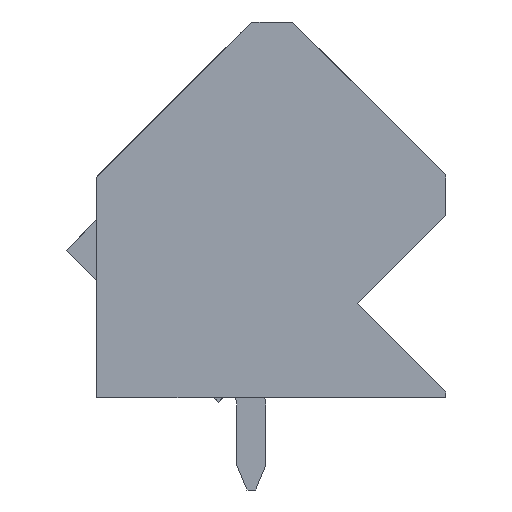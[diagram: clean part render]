
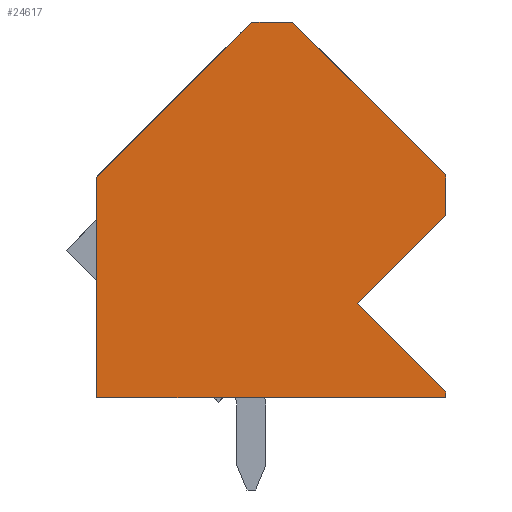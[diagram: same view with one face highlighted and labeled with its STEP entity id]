
A CAD part, left-side view. The second image highlights one B-rep face of the part: STEP entity #24617.
In plain terms, the highlighted planar face has unit normal (-1, 0, 0).
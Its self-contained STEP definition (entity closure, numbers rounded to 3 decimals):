
#24580=AXIS2_PLACEMENT_3D('Plane Axis2P3D',#24577,#24578,#24579) ;
#24426=CARTESIAN_POINT('Vertex',(0.,6.718,16.228)) ;
#24429=CARTESIAN_POINT('Line Origine',(0.,6.01,16.228)) ;
#24433=CARTESIAN_POINT('Vertex',(0.,5.303,16.228)) ;
#24469=CARTESIAN_POINT('Vertex',(0.,0.001,3.4)) ;
#24472=CARTESIAN_POINT('Line Origine',(0.,0.,3.3)) ;
#24476=CARTESIAN_POINT('Vertex',(0.,0.,3.2)) ;
#24502=CARTESIAN_POINT('Vertex',(0.,3.055,6.455)) ;
#24505=CARTESIAN_POINT('Line Origine',(0.,1.528,4.927)) ;
#24528=CARTESIAN_POINT('Vertex',(0.,0.,9.51)) ;
#24531=CARTESIAN_POINT('Line Origine',(0.,1.528,7.983)) ;
#24561=CARTESIAN_POINT('Vertex',(0.,0.,10.924)) ;
#24564=CARTESIAN_POINT('Line Origine',(0.,0.,10.217)) ;
#24577=CARTESIAN_POINT('Axis2P3D Location',(0.,0.,0.)) ;
#24582=CARTESIAN_POINT('Line Origine',(0.,9.405,13.54)) ;
#24586=CARTESIAN_POINT('Vertex',(0.,12.092,10.853)) ;
#24589=CARTESIAN_POINT('Line Origine',(0.,12.093,7.027)) ;
#24593=CARTESIAN_POINT('Vertex',(0.,12.093,3.2)) ;
#24596=CARTESIAN_POINT('Line Origine',(0.,6.046,3.2)) ;
#24601=CARTESIAN_POINT('Line Origine',(0.,2.652,13.576)) ;
#24430=DIRECTION('Vector Direction',(0.,-1.,0.)) ;
#24473=DIRECTION('Vector Direction',(0.,-0.004,-1.)) ;
#24506=DIRECTION('Vector Direction',(0.,-0.707,-0.707)) ;
#24532=DIRECTION('Vector Direction',(0.,0.707,-0.707)) ;
#24565=DIRECTION('Vector Direction',(0.,0.,-1.)) ;
#24578=DIRECTION('Axis2P3D Direction',(-1.,0.,0.)) ;
#24579=DIRECTION('Axis2P3D XDirection',(0.,0.,1.)) ;
#24583=DIRECTION('Vector Direction',(0.,-0.707,0.707)) ;
#24590=DIRECTION('Vector Direction',(0.,0.,1.)) ;
#24597=DIRECTION('Vector Direction',(0.,1.,0.)) ;
#24602=DIRECTION('Vector Direction',(0.,-0.707,-0.707)) ;
#24431=VECTOR('Line Direction',#24430,1.) ;
#24474=VECTOR('Line Direction',#24473,1.) ;
#24507=VECTOR('Line Direction',#24506,1.) ;
#24533=VECTOR('Line Direction',#24532,1.) ;
#24566=VECTOR('Line Direction',#24565,1.) ;
#24584=VECTOR('Line Direction',#24583,1.) ;
#24591=VECTOR('Line Direction',#24590,1.) ;
#24598=VECTOR('Line Direction',#24597,1.) ;
#24603=VECTOR('Line Direction',#24602,1.) ;
#24607=ORIENTED_EDGE('',*,*,#24435,.T.) ;
#24608=ORIENTED_EDGE('',*,*,#24588,.T.) ;
#24609=ORIENTED_EDGE('',*,*,#24595,.T.) ;
#24610=ORIENTED_EDGE('',*,*,#24600,.T.) ;
#24611=ORIENTED_EDGE('',*,*,#24478,.T.) ;
#24612=ORIENTED_EDGE('',*,*,#24509,.T.) ;
#24613=ORIENTED_EDGE('',*,*,#24535,.T.) ;
#24614=ORIENTED_EDGE('',*,*,#24568,.T.) ;
#24615=ORIENTED_EDGE('',*,*,#24605,.T.) ;
#24617=ADVANCED_FACE('HOUSING',(#24616),#24581,.T.) ;
#24435=EDGE_CURVE('',#24434,#24427,#24432,.F.) ;
#24478=EDGE_CURVE('',#24477,#24470,#24475,.F.) ;
#24509=EDGE_CURVE('',#24470,#24503,#24508,.F.) ;
#24535=EDGE_CURVE('',#24503,#24529,#24534,.F.) ;
#24568=EDGE_CURVE('',#24529,#24562,#24567,.F.) ;
#24588=EDGE_CURVE('',#24427,#24587,#24585,.F.) ;
#24595=EDGE_CURVE('',#24587,#24594,#24592,.F.) ;
#24600=EDGE_CURVE('',#24594,#24477,#24599,.F.) ;
#24605=EDGE_CURVE('',#24562,#24434,#24604,.F.) ;
#24606=EDGE_LOOP('',(#24607,#24608,#24609,#24610,#24611,#24612,#24613,#24614,#24615)) ;
#24616=FACE_OUTER_BOUND('',#24606,.T.) ;
#24432=LINE('Line',#24429,#24431) ;
#24475=LINE('Line',#24472,#24474) ;
#24508=LINE('Line',#24505,#24507) ;
#24534=LINE('Line',#24531,#24533) ;
#24567=LINE('Line',#24564,#24566) ;
#24585=LINE('Line',#24582,#24584) ;
#24592=LINE('Line',#24589,#24591) ;
#24599=LINE('Line',#24596,#24598) ;
#24604=LINE('Line',#24601,#24603) ;
#24581=PLANE('',#24580) ;
#24427=VERTEX_POINT('',#24426) ;
#24434=VERTEX_POINT('',#24433) ;
#24470=VERTEX_POINT('',#24469) ;
#24477=VERTEX_POINT('',#24476) ;
#24503=VERTEX_POINT('',#24502) ;
#24529=VERTEX_POINT('',#24528) ;
#24562=VERTEX_POINT('',#24561) ;
#24587=VERTEX_POINT('',#24586) ;
#24594=VERTEX_POINT('',#24593) ;
